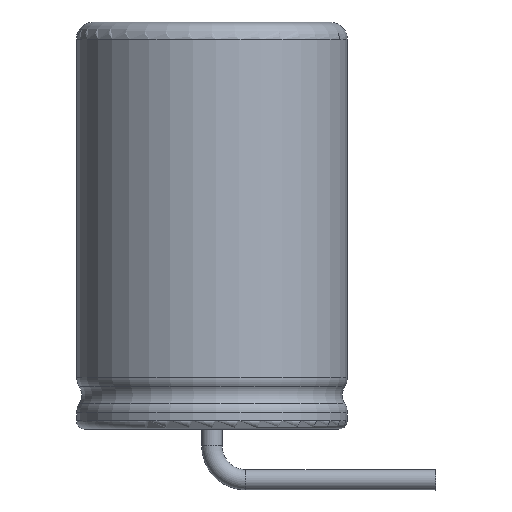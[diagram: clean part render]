
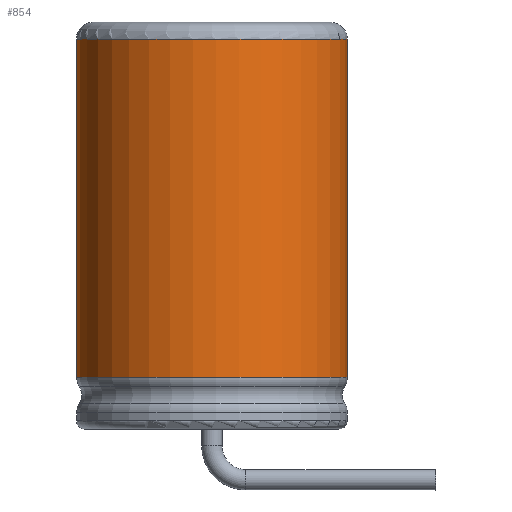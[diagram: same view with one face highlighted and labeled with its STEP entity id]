
A CAD part, front view. The second image highlights one B-rep face of the part: STEP entity #854.
In plain terms, the highlighted cylindrical face has radius 4 mm (diameter 8 mm), a partial arc.
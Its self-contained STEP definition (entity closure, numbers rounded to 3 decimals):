
#139 = VERTEX_POINT('',#140);
#140 = CARTESIAN_POINT('',(4.,0.,11.5));
#156 = EDGE_CURVE('',#139,#157,#159,.T.);
#157 = VERTEX_POINT('',#158);
#158 = CARTESIAN_POINT('',(-1.035,3.864,11.5));
#159 = CIRCLE('',#160,4.);
#160 = AXIS2_PLACEMENT_3D('',#161,#162,#163);
#161 = CARTESIAN_POINT('',(0.,0.,11.5));
#162 = DIRECTION('',(0.,0.,-1.));
#163 = DIRECTION('',(1.,0.,0.));
#533 = EDGE_CURVE('',#139,#534,#536,.T.);
#534 = VERTEX_POINT('',#535);
#535 = CARTESIAN_POINT('',(4.,0.,1.524));
#536 = LINE('',#537,#538);
#537 = CARTESIAN_POINT('',(4.,0.,11.5));
#538 = VECTOR('',#539,1.);
#539 = DIRECTION('',(0.,0.,-1.));
#830 = VERTEX_POINT('',#831);
#831 = CARTESIAN_POINT('',(-1.035,3.864,1.524)
  );
#844 = EDGE_CURVE('',#157,#830,#845,.T.);
#845 = LINE('',#846,#847);
#846 = CARTESIAN_POINT('',(-1.035,3.864,11.5));
#847 = VECTOR('',#848,1.);
#848 = DIRECTION('',(0.,0.,-1.));
#854 = ADVANCED_FACE('',(#855),#867,.T.);
#855 = FACE_BOUND('',#856,.T.);
#856 = EDGE_LOOP('',(#857,#858,#859,#866));
#857 = ORIENTED_EDGE('',*,*,#156,.T.);
#858 = ORIENTED_EDGE('',*,*,#844,.T.);
#859 = ORIENTED_EDGE('',*,*,#860,.F.);
#860 = EDGE_CURVE('',#534,#830,#861,.T.);
#861 = CIRCLE('',#862,4.);
#862 = AXIS2_PLACEMENT_3D('',#863,#864,#865);
#863 = CARTESIAN_POINT('',(0.,0.,1.524));
#864 = DIRECTION('',(0.,0.,-1.));
#865 = DIRECTION('',(1.,0.,0.));
#866 = ORIENTED_EDGE('',*,*,#533,.F.);
#867 = CYLINDRICAL_SURFACE('',#868,4.);
#868 = AXIS2_PLACEMENT_3D('',#869,#870,#871);
#869 = CARTESIAN_POINT('',(0.,0.,11.5));
#870 = DIRECTION('',(0.,0.,-1.));
#871 = DIRECTION('',(1.,0.,0.));
